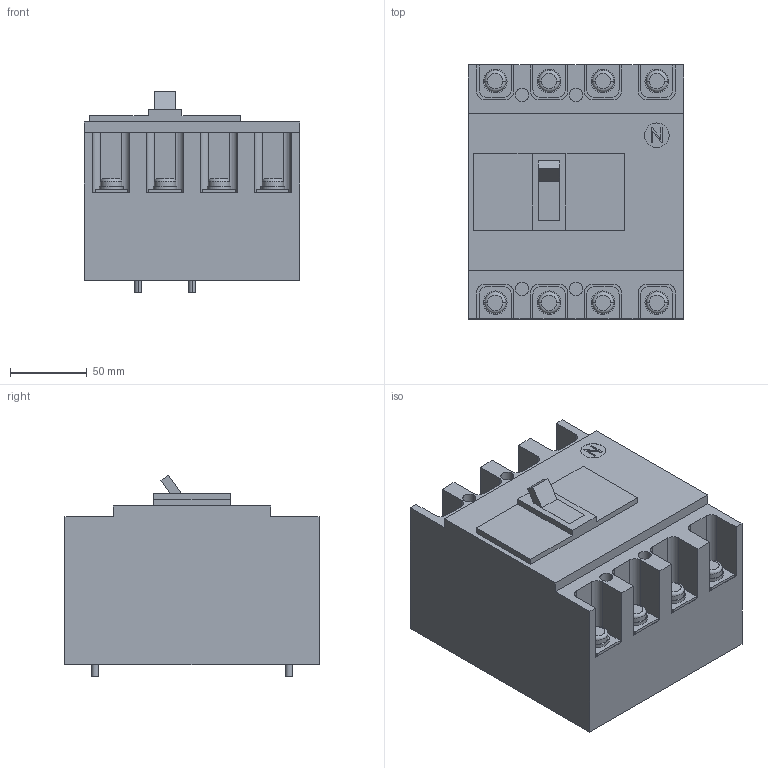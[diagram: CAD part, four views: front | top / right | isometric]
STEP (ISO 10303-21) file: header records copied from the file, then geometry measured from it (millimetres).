
FILE_DESCRIPTION(('CoCreate Modeling STEP Export'),'2;1');
FILE_NAME('Ｈ１００ＮＦ４Ｆ.stp','2016-03-31T13:52:03',(''),(''),'CoCreate Modeling STEP processor for AP214 (Solid Model)','CoCreate Modeling 17.0 01-Apr-2010 (C) Parametric Technology GmbH','');
FILE_SCHEMA(('AUTOMOTIVE_DESIGN { 1 0 10303 214 1 1 1 1 }'));
Length unit declared in the file: millimetre
Products named in the file (5): p3.3; p4.6; p2; p1; Ｈ１００ＮＦ４Ｆ
Assembly tree (21 placements, depth 2):
  Ｈ１００ＮＦ４Ｆ
    p2  x4
    p1
    p4.6  x8
    p3.3  x8
Bounding box: 140 x 165 x 131 mm (x, y, z)
Volume: 2187398.5 mm3; surface area: 154765.2 mm2
Topology: 21 solids, 21 shells, 339 faces, 763 edges, 502 vertices
Faces by surface type: plane 177, cylinder 146, torus 16
Entity records: 4845 total; most frequent: ORIENTED_EDGE 810, CARTESIAN_POINT 768, DIRECTION 735, EDGE_CURVE 405, VERTEX_POINT 268, VECTOR 265, LINE 265, AXIS2_PLACEMENT_3D 235
